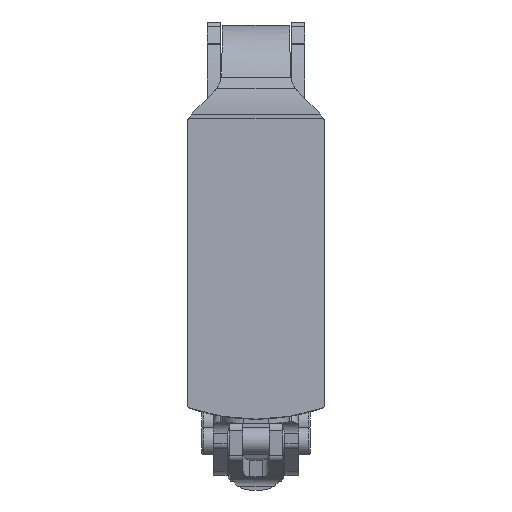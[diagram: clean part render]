
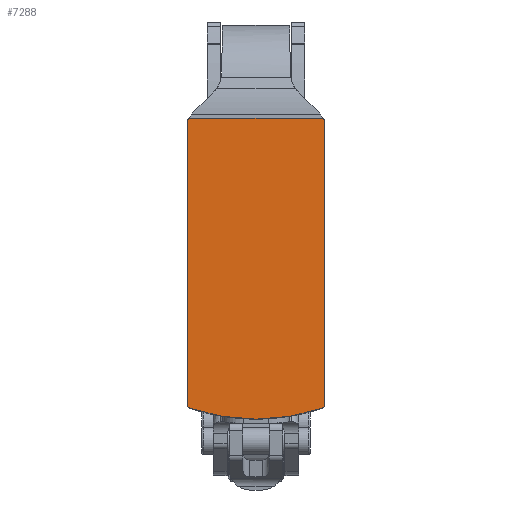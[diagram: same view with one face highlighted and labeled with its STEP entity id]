
A CAD part, front view. The second image highlights one B-rep face of the part: STEP entity #7288.
In plain terms, the highlighted planar face has unit normal (0, -1, 0).
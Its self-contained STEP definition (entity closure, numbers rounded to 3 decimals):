
#152=PLANE('',#7809);
#316=CIRCLE('',#7779,0.5);
#317=CIRCLE('',#7781,30.);
#318=CIRCLE('',#7784,0.5);
#321=CIRCLE('',#7789,0.5);
#324=CIRCLE('',#7794,0.5);
#800=LINE('',#11243,#1286);
#804=LINE('',#11259,#1290);
#806=LINE('',#11266,#1292);
#1286=VECTOR('',#8775,1000.);
#1290=VECTOR('',#8791,1000.);
#1292=VECTOR('',#8799,1000.);
#1833=ORIENTED_EDGE('',*,*,#3982,.F.);
#1834=ORIENTED_EDGE('',*,*,#3999,.F.);
#1835=ORIENTED_EDGE('',*,*,#3971,.F.);
#1836=ORIENTED_EDGE('',*,*,#3965,.F.);
#1837=ORIENTED_EDGE('',*,*,#3960,.F.);
#1838=ORIENTED_EDGE('',*,*,#3995,.F.);
#1839=ORIENTED_EDGE('',*,*,#3990,.F.);
#1840=ORIENTED_EDGE('',*,*,#3987,.F.);
#3960=EDGE_CURVE('',#5057,#5058,#316,.T.);
#3965=EDGE_CURVE('',#5058,#5062,#317,.T.);
#3971=EDGE_CURVE('',#5062,#5066,#318,.T.);
#3982=EDGE_CURVE('',#5073,#5074,#321,.T.);
#3987=EDGE_CURVE('',#5074,#5078,#800,.T.);
#3990=EDGE_CURVE('',#5078,#5080,#324,.T.);
#3995=EDGE_CURVE('',#5080,#5057,#804,.T.);
#3999=EDGE_CURVE('',#5066,#5073,#806,.T.);
#5057=VERTEX_POINT('',#11142);
#5058=VERTEX_POINT('',#11144);
#5062=VERTEX_POINT('',#11165);
#5066=VERTEX_POINT('',#11196);
#5073=VERTEX_POINT('',#11233);
#5074=VERTEX_POINT('',#11234);
#5078=VERTEX_POINT('',#11244);
#5080=VERTEX_POINT('',#11250);
#5947=EDGE_LOOP('',(#1833,#1834,#1835,#1836,#1837,#1838,#1839,#1840));
#6513=FACE_BOUND('',#5947,.T.);
#7288=ADVANCED_FACE('',(#6513),#152,.F.);
#7779=AXIS2_PLACEMENT_3D('',#11143,#8737,#8738);
#7781=AXIS2_PLACEMENT_3D('',#11164,#8743,#8744);
#7784=AXIS2_PLACEMENT_3D('',#11195,#8751,#8752);
#7789=AXIS2_PLACEMENT_3D('',#11232,#8765,#8766);
#7794=AXIS2_PLACEMENT_3D('',#11249,#8780,#8781);
#7809=AXIS2_PLACEMENT_3D('',#11281,#8815,#8816);
#8737=DIRECTION('',(0.,1.,0.));
#8738=DIRECTION('',(1.,0.,0.));
#8743=DIRECTION('',(0.,1.,0.));
#8744=DIRECTION('',(1.,0.,0.));
#8751=DIRECTION('',(0.,1.,0.));
#8752=DIRECTION('',(1.,0.,0.));
#8765=DIRECTION('',(0.,1.,0.));
#8766=DIRECTION('',(1.,0.,0.));
#8775=DIRECTION('',(0.,0.,1.));
#8780=DIRECTION('',(0.,1.,0.));
#8781=DIRECTION('',(1.,0.,0.));
#8791=DIRECTION('',(1.,0.,0.));
#8799=DIRECTION('',(-1.,0.,0.));
#8815=DIRECTION('',(0.,1.,0.));
#8816=DIRECTION('',(0.,0.,1.));
#11142=CARTESIAN_POINT('',(20.644,0.,10.));
#11143=CARTESIAN_POINT('',(20.644,0.,9.5));
#11144=CARTESIAN_POINT('',(21.118,0.,9.661));
#11164=CARTESIAN_POINT('',(-7.284,0.,0.));
#11165=CARTESIAN_POINT('',(21.118,0.,-9.661));
#11195=CARTESIAN_POINT('',(20.644,0.,-9.5));
#11196=CARTESIAN_POINT('',(20.644,0.,-10.));
#11232=CARTESIAN_POINT('',(-20.5,0.,-9.5));
#11233=CARTESIAN_POINT('',(-20.5,0.,-10.));
#11234=CARTESIAN_POINT('',(-21.,0.,-9.5));
#11243=CARTESIAN_POINT('',(-21.,0.,-9.5));
#11244=CARTESIAN_POINT('',(-21.,0.,9.5));
#11249=CARTESIAN_POINT('',(-20.5,0.,9.5));
#11250=CARTESIAN_POINT('',(-20.5,0.,10.));
#11259=CARTESIAN_POINT('',(-20.5,0.,10.));
#11266=CARTESIAN_POINT('',(20.644,0.,-10.));
#11281=CARTESIAN_POINT('',(-20.5,0.,-9.5));
